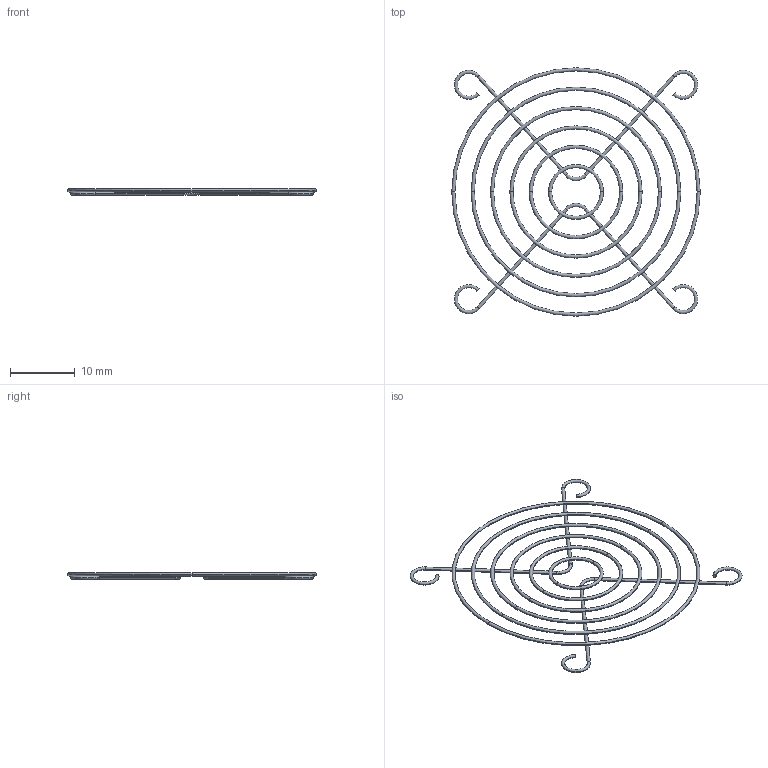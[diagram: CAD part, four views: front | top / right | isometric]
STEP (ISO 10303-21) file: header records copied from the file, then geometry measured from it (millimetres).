
FILE_DESCRIPTION (( 'STEP AP214' ), '1' );
FILE_NAME ('fan gtid.STP', '2012-11-21T14:33:59', ( '' ), ( '' ), 'SwSTEP 2.0', 'SolidWorks 2012', '' );
FILE_SCHEMA (( 'AUTOMOTIVE_DESIGN' ));
Length unit declared in the file: millimetre
Products named in the file (1): fan gtid
Bounding box: 38.5 x 38.5 x 1 mm (x, y, z)
Volume: 110 mm3; surface area: 880.8 mm2
Topology: 8 solids, 8 shells, 48 faces, 92 edges, 48 vertices
Faces by surface type: torus 36, cylinder 8, plane 4
Entity records: 1341 total; most frequent: DIRECTION 274, CARTESIAN_POINT 189, ORIENTED_EDGE 184, AXIS2_PLACEMENT_3D 133, EDGE_CURVE 92, CIRCLE 84, FACE_OUTER_BOUND 48, VERTEX_POINT 48
